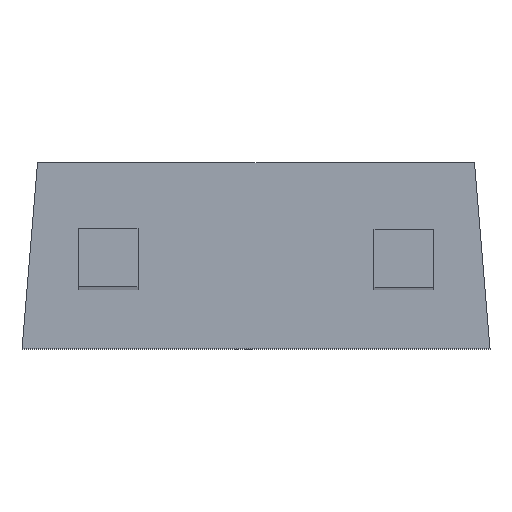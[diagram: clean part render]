
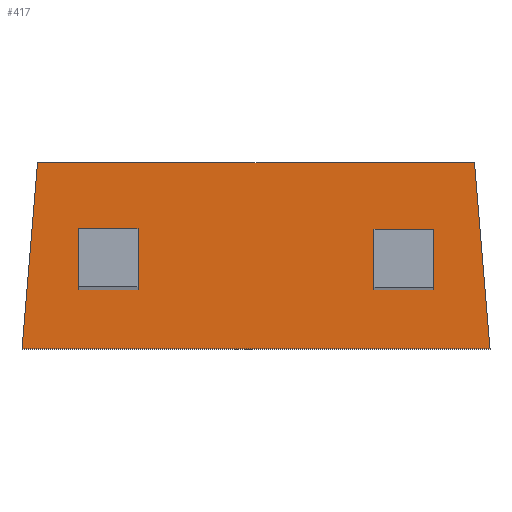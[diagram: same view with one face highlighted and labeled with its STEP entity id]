
A CAD part, top view. The second image highlights one B-rep face of the part: STEP entity #417.
In plain terms, the highlighted planar face has unit normal (0, 0, 1).
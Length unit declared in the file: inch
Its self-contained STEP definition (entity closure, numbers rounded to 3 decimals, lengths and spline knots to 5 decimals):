
#4 = ORIENTED_EDGE ( 'NONE', *, *, #510, .F. ) ;
#10 = VECTOR ( 'NONE', #152, 39.37008 ) ;
#22 = CARTESIAN_POINT ( 'NONE',  ( -0.07925, -0.0315, 0.06375 ) ) ;
#38 = CARTESIAN_POINT ( 'NONE',  ( 0.07925, -0.0315, 0.06375 ) ) ;
#39 = FACE_BOUND ( 'NONE', #355, .T. ) ;
#44 = LINE ( 'NONE', #731, #474 ) ;
#47 = EDGE_CURVE ( 'NONE', #229, #156, #295, .T. ) ;
#51 = DIRECTION ( 'NONE',  ( 0., 0., 1. ) ) ;
#60 = FACE_BOUND ( 'NONE', #741, .T. ) ;
#65 = VECTOR ( 'NONE', #263, 39.37008 ) ;
#75 = VERTEX_POINT ( 'NONE', #140 ) ;
#78 = LINE ( 'NONE', #84, #530 ) ;
#84 = CARTESIAN_POINT ( 'NONE',  ( 0.074, 0.0315, 0.06375 ) ) ;
#100 = CARTESIAN_POINT ( 'NONE',  ( 0.05996, 0.00807, 0.06375 ) ) ;
#125 = DIRECTION ( 'NONE',  ( -1., 0., 0. ) ) ;
#130 = VERTEX_POINT ( 'NONE', #442 ) ;
#132 = CARTESIAN_POINT ( 'NONE',  ( -0.06011, 0.00807, 0.06375 ) ) ;
#133 = EDGE_CURVE ( 'NONE', #156, #130, #536, .T. ) ;
#139 = EDGE_CURVE ( 'NONE', #191, #75, #750, .T. ) ;
#140 = CARTESIAN_POINT ( 'NONE',  ( -0.06011, -0.0115, 0.06375 ) ) ;
#143 = VECTOR ( 'NONE', #501, 39.37008 ) ;
#144 = DIRECTION ( 'NONE',  ( -0.083, -0.997, 0. ) ) ;
#147 = VECTOR ( 'NONE', #125, 39.37008 ) ;
#152 = DIRECTION ( 'NONE',  ( 1., 0., 0. ) ) ;
#156 = VERTEX_POINT ( 'NONE', #628 ) ;
#157 = ORIENTED_EDGE ( 'NONE', *, *, #47, .F. ) ;
#166 = ORIENTED_EDGE ( 'NONE', *, *, #647, .T. ) ;
#191 = VERTEX_POINT ( 'NONE', #333 ) ;
#192 = DIRECTION ( 'NONE',  ( 0., 1., 0. ) ) ;
#199 = CARTESIAN_POINT ( 'NONE',  ( -0.06011, -0.0115, 0.06375 ) ) ;
#212 = LINE ( 'NONE', #614, #241 ) ;
#215 = DIRECTION ( 'NONE',  ( 0., -1., 0. ) ) ;
#229 = VERTEX_POINT ( 'NONE', #634 ) ;
#240 = LINE ( 'NONE', #426, #638 ) ;
#241 = VECTOR ( 'NONE', #144, 39.37008 ) ;
#246 = EDGE_LOOP ( 'NONE', ( #396, #166, #543, #560 ) ) ;
#259 = DIRECTION ( 'NONE',  ( -1., 0., 0. ) ) ;
#263 = DIRECTION ( 'NONE',  ( 1., 0., 0. ) ) ;
#264 = CARTESIAN_POINT ( 'NONE',  ( 0.05996, 0.00807, 0.06375 ) ) ;
#269 = CARTESIAN_POINT ( 'NONE',  ( 0.03996, -0.0115, 0.06375 ) ) ;
#273 = ORIENTED_EDGE ( 'NONE', *, *, #615, .F. ) ;
#280 = CARTESIAN_POINT ( 'NONE',  ( -0.03996, -0.0115, 0.06375 ) ) ;
#290 = CARTESIAN_POINT ( 'NONE',  ( -0.074, 0.0315, 0.06375 ) ) ;
#292 = VERTEX_POINT ( 'NONE', #100 ) ;
#295 = LINE ( 'NONE', #653, #143 ) ;
#303 = LINE ( 'NONE', #581, #518 ) ;
#333 = CARTESIAN_POINT ( 'NONE',  ( -0.06011, 0.00807, 0.06375 ) ) ;
#337 = DIRECTION ( 'NONE',  ( 1., 0., 0. ) ) ;
#338 = VERTEX_POINT ( 'NONE', #38 ) ;
#339 = PLANE ( 'NONE',  #575 ) ;
#347 = EDGE_CURVE ( 'NONE', #75, #504, #737, .T. ) ;
#355 = EDGE_LOOP ( 'NONE', ( #157, #273, #520, #493 ) ) ;
#357 = ORIENTED_EDGE ( 'NONE', *, *, #139, .F. ) ;
#363 = FACE_OUTER_BOUND ( 'NONE', #246, .T. ) ;
#370 = EDGE_CURVE ( 'NONE', #338, #386, #303, .T. ) ;
#376 = CARTESIAN_POINT ( 'NONE',  ( -0.03996, 0.00807, 0.06375 ) ) ;
#386 = VERTEX_POINT ( 'NONE', #759 ) ;
#396 = ORIENTED_EDGE ( 'NONE', *, *, #714, .T. ) ;
#417 = ADVANCED_FACE ( 'NONE', ( #363, #60, #39 ), #339, .T. ) ;
#420 = CARTESIAN_POINT ( 'NONE',  ( -0.03996, -0.0115, 0.06375 ) ) ;
#426 = CARTESIAN_POINT ( 'NONE',  ( -0.03996, 0.00807, 0.06375 ) ) ;
#429 = VERTEX_POINT ( 'NONE', #290 ) ;
#442 = CARTESIAN_POINT ( 'NONE',  ( 0.05996, -0.0115, 0.06375 ) ) ;
#474 = VECTOR ( 'NONE', #192, 39.37008 ) ;
#493 = ORIENTED_EDGE ( 'NONE', *, *, #133, .F. ) ;
#495 = VECTOR ( 'NONE', #733, 39.37008 ) ;
#498 = EDGE_CURVE ( 'NONE', #130, #292, #44, .T. ) ;
#501 = DIRECTION ( 'NONE',  ( 0., -1., 0. ) ) ;
#504 = VERTEX_POINT ( 'NONE', #420 ) ;
#510 = EDGE_CURVE ( 'NONE', #504, #670, #240, .T. ) ;
#513 = ORIENTED_EDGE ( 'NONE', *, *, #550, .F. ) ;
#518 = VECTOR ( 'NONE', #643, 39.37008 ) ;
#520 = ORIENTED_EDGE ( 'NONE', *, *, #498, .F. ) ;
#530 = VECTOR ( 'NONE', #259, 39.37008 ) ;
#536 = LINE ( 'NONE', #269, #10 ) ;
#537 = DIRECTION ( 'NONE',  ( 0., 1., 0. ) ) ;
#543 = ORIENTED_EDGE ( 'NONE', *, *, #370, .T. ) ;
#550 = EDGE_CURVE ( 'NONE', #670, #191, #620, .T. ) ;
#560 = ORIENTED_EDGE ( 'NONE', *, *, #719, .T. ) ;
#575 = AXIS2_PLACEMENT_3D ( 'NONE', #651, #51, #646 ) ;
#581 = CARTESIAN_POINT ( 'NONE',  ( 0.07925, -0.0315, 0.06375 ) ) ;
#606 = VECTOR ( 'NONE', #215, 39.37008 ) ;
#614 = CARTESIAN_POINT ( 'NONE',  ( -0.074, 0.0315, 0.06375 ) ) ;
#615 = EDGE_CURVE ( 'NONE', #292, #229, #685, .T. ) ;
#620 = LINE ( 'NONE', #132, #147 ) ;
#624 = CARTESIAN_POINT ( 'NONE',  ( -0.07925, -0.0315, 0.06375 ) ) ;
#628 = CARTESIAN_POINT ( 'NONE',  ( 0.03996, -0.0115, 0.06375 ) ) ;
#629 = ORIENTED_EDGE ( 'NONE', *, *, #347, .F. ) ;
#634 = CARTESIAN_POINT ( 'NONE',  ( 0.03996, 0.00807, 0.06375 ) ) ;
#638 = VECTOR ( 'NONE', #537, 39.37008 ) ;
#643 = DIRECTION ( 'NONE',  ( -0.083, 0.997, 0. ) ) ;
#644 = VERTEX_POINT ( 'NONE', #624 ) ;
#646 = DIRECTION ( 'NONE',  ( 1., 0., 0. ) ) ;
#647 = EDGE_CURVE ( 'NONE', #644, #338, #755, .T. ) ;
#651 = CARTESIAN_POINT ( 'NONE',  ( -0.07925, -0.0315, 0.06375 ) ) ;
#653 = CARTESIAN_POINT ( 'NONE',  ( 0.03996, 0.00807, 0.06375 ) ) ;
#670 = VERTEX_POINT ( 'NONE', #376 ) ;
#685 = LINE ( 'NONE', #264, #495 ) ;
#714 = EDGE_CURVE ( 'NONE', #429, #644, #212, .T. ) ;
#717 = VECTOR ( 'NONE', #337, 39.37008 ) ;
#719 = EDGE_CURVE ( 'NONE', #386, #429, #78, .T. ) ;
#731 = CARTESIAN_POINT ( 'NONE',  ( 0.05996, -0.0115, 0.06375 ) ) ;
#733 = DIRECTION ( 'NONE',  ( -1., 0., 0. ) ) ;
#737 = LINE ( 'NONE', #280, #717 ) ;
#741 = EDGE_LOOP ( 'NONE', ( #629, #357, #513, #4 ) ) ;
#750 = LINE ( 'NONE', #199, #606 ) ;
#755 = LINE ( 'NONE', #22, #65 ) ;
#759 = CARTESIAN_POINT ( 'NONE',  ( 0.074, 0.0315, 0.06375 ) ) ;
